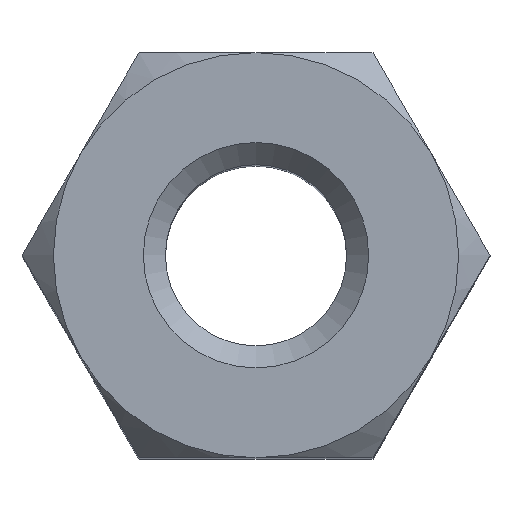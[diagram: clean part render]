
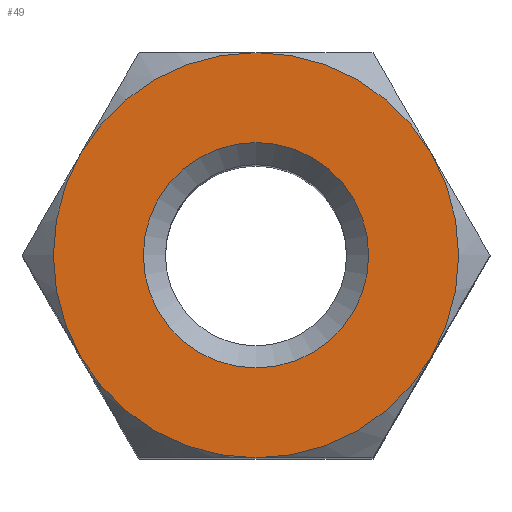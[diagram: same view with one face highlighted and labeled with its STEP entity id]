
A CAD part, top view. The second image highlights one B-rep face of the part: STEP entity #49.
In plain terms, the highlighted planar face has unit normal (0, 0, 1).
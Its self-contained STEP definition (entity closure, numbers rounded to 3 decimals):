
#49 = ADVANCED_FACE( '', ( #113, #114 ), #115, .F. );
#113 = FACE_BOUND( '', #194, .T. );
#114 = FACE_OUTER_BOUND( '', #195, .T. );
#115 = PLANE( '', #196 );
#194 = EDGE_LOOP( '', ( #273 ) );
#195 = EDGE_LOOP( '', ( #274, #275, #276, #277, #278, #279 ) );
#196 = AXIS2_PLACEMENT_3D( '', #280, #281, #282 );
#273 = ORIENTED_EDGE( '', *, *, #454, .T. );
#274 = ORIENTED_EDGE( '', *, *, #455, .T. );
#275 = ORIENTED_EDGE( '', *, *, #451, .T. );
#276 = ORIENTED_EDGE( '', *, *, #456, .T. );
#277 = ORIENTED_EDGE( '', *, *, #457, .T. );
#278 = ORIENTED_EDGE( '', *, *, #458, .T. );
#279 = ORIENTED_EDGE( '', *, *, #459, .T. );
#280 = CARTESIAN_POINT( '', ( 0., 0., 6. ) );
#281 = DIRECTION( '', ( 0., 0., -1. ) );
#282 = DIRECTION( '', ( -1., 0., 0. ) );
#451 = EDGE_CURVE( '', #522, #519, #523, .F. );
#454 = EDGE_CURVE( '', #526, #526, #527, .T. );
#455 = EDGE_CURVE( '', #528, #522, #529, .F. );
#456 = EDGE_CURVE( '', #519, #530, #531, .F. );
#457 = EDGE_CURVE( '', #530, #532, #533, .F. );
#458 = EDGE_CURVE( '', #532, #534, #535, .F. );
#459 = EDGE_CURVE( '', #534, #528, #536, .T. );
#519 = VERTEX_POINT( '', #616 );
#522 = VERTEX_POINT( '', #626 );
#523 = CIRCLE( '', #627, 2.75 );
#526 = VERTEX_POINT( '', #637 );
#527 = CIRCLE( '', #638, 1.53 );
#528 = VERTEX_POINT( '', #639 );
#529 = CIRCLE( '', #640, 2.75 );
#530 = VERTEX_POINT( '', #641 );
#531 = CIRCLE( '', #642, 2.75 );
#532 = VERTEX_POINT( '', #643 );
#533 = CIRCLE( '', #644, 2.75 );
#534 = VERTEX_POINT( '', #645 );
#535 = CIRCLE( '', #646, 2.75 );
#536 = CIRCLE( '', #647, 2.75 );
#616 = CARTESIAN_POINT( '', ( 0., -2.75, 6. ) );
#626 = CARTESIAN_POINT( '', ( -2.382, -1.375, 6. ) );
#627 = AXIS2_PLACEMENT_3D( '', #870, #871, #872 );
#637 = CARTESIAN_POINT( '', ( 0., 1.53, 6. ) );
#638 = AXIS2_PLACEMENT_3D( '', #873, #874, #875 );
#639 = CARTESIAN_POINT( '', ( -2.382, 1.375, 6. ) );
#640 = AXIS2_PLACEMENT_3D( '', #876, #877, #878 );
#641 = CARTESIAN_POINT( '', ( 2.382, -1.375, 6. ) );
#642 = AXIS2_PLACEMENT_3D( '', #879, #880, #881 );
#643 = CARTESIAN_POINT( '', ( 2.382, 1.375, 6. ) );
#644 = AXIS2_PLACEMENT_3D( '', #882, #883, #884 );
#645 = CARTESIAN_POINT( '', ( 0., 2.75, 6. ) );
#646 = AXIS2_PLACEMENT_3D( '', #885, #886, #887 );
#647 = AXIS2_PLACEMENT_3D( '', #888, #889, #890 );
#870 = CARTESIAN_POINT( '', ( 0., 0., 6. ) );
#871 = DIRECTION( '', ( 0., 0., -1. ) );
#872 = DIRECTION( '', ( -1., 0., 0. ) );
#873 = CARTESIAN_POINT( '', ( 0., 0., 6. ) );
#874 = DIRECTION( '', ( 0., 0., -1. ) );
#875 = DIRECTION( '', ( 0., 1., 0. ) );
#876 = CARTESIAN_POINT( '', ( 0., 0., 6. ) );
#877 = DIRECTION( '', ( 0., 0., -1. ) );
#878 = DIRECTION( '', ( -1., 0., 0. ) );
#879 = CARTESIAN_POINT( '', ( 0., 0., 6. ) );
#880 = DIRECTION( '', ( 0., 0., -1. ) );
#881 = DIRECTION( '', ( -1., 0., 0. ) );
#882 = CARTESIAN_POINT( '', ( 0., 0., 6. ) );
#883 = DIRECTION( '', ( 0., 0., -1. ) );
#884 = DIRECTION( '', ( -1., 0., 0. ) );
#885 = CARTESIAN_POINT( '', ( 0., 0., 6. ) );
#886 = DIRECTION( '', ( 0., 0., -1. ) );
#887 = DIRECTION( '', ( -1., 0., 0. ) );
#888 = CARTESIAN_POINT( '', ( 0., 0., 6. ) );
#889 = DIRECTION( '', ( 0., 0., 1. ) );
#890 = DIRECTION( '', ( 1., 0., 0. ) );
